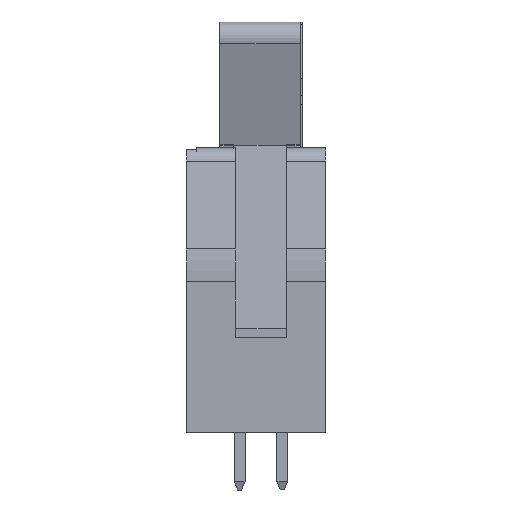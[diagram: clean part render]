
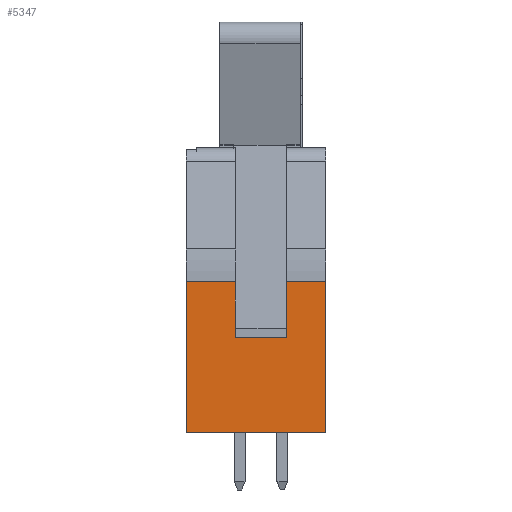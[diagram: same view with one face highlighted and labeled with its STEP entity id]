
A CAD part, left-side view. The second image highlights one B-rep face of the part: STEP entity #5347.
In plain terms, the highlighted planar face has unit normal (-1, 0, 0).
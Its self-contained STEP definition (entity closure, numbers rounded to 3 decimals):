
#714=ORIENTED_EDGE('',*,*,#2142,.T.);
#715=ORIENTED_EDGE('',*,*,#2065,.T.);
#716=ORIENTED_EDGE('',*,*,#2099,.F.);
#717=ORIENTED_EDGE('',*,*,#2006,.F.);
#718=ORIENTED_EDGE('',*,*,#1753,.T.);
#719=ORIENTED_EDGE('',*,*,#2143,.T.);
#720=ORIENTED_EDGE('',*,*,#2144,.F.);
#721=ORIENTED_EDGE('',*,*,#2145,.F.);
#1753=EDGE_CURVE('',#2525,#2524,#3033,.T.);
#2006=EDGE_CURVE('',#2525,#2746,#3267,.T.);
#2065=EDGE_CURVE('',#2789,#2790,#3315,.T.);
#2099=EDGE_CURVE('',#2746,#2790,#3342,.T.);
#2142=EDGE_CURVE('',#2835,#2789,#3382,.T.);
#2143=EDGE_CURVE('',#2524,#2836,#3383,.T.);
#2144=EDGE_CURVE('',#2837,#2836,#3384,.T.);
#2145=EDGE_CURVE('',#2835,#2837,#3385,.T.);
#2524=VERTEX_POINT('',#7340);
#2525=VERTEX_POINT('',#7342);
#2746=VERTEX_POINT('',#7858);
#2789=VERTEX_POINT('',#7970);
#2790=VERTEX_POINT('',#7972);
#2835=VERTEX_POINT('',#8120);
#2836=VERTEX_POINT('',#8122);
#2837=VERTEX_POINT('',#8124);
#3033=LINE('',#7341,#3740);
#3267=LINE('',#7857,#3974);
#3315=LINE('',#7973,#4022);
#3342=LINE('',#8035,#4049);
#3382=LINE('',#8119,#4089);
#3383=LINE('',#8121,#4090);
#3384=LINE('',#8123,#4091);
#3385=LINE('',#8125,#4092);
#3740=VECTOR('',#5935,1000.);
#3974=VECTOR('',#6291,1000.);
#4022=VECTOR('',#6385,1000.);
#4049=VECTOR('',#6444,1000.);
#4089=VECTOR('',#6522,1000.);
#4090=VECTOR('',#6523,1000.);
#4091=VECTOR('',#6524,1000.);
#4092=VECTOR('',#6525,1000.);
#4521=EDGE_LOOP('',(#714,#715,#716,#717,#718,#719,#720,#721));
#4824=FACE_BOUND('',#4521,.T.);
#5103=PLANE('',#5687);
#5347=ADVANCED_FACE('',(#4824),#5103,.T.);
#5687=AXIS2_PLACEMENT_3D('',#8118,#6520,#6521);
#5935=DIRECTION('',(0.,0.,1.));
#6291=DIRECTION('',(0.,1.,0.));
#6385=DIRECTION('',(0.,1.,0.));
#6444=DIRECTION('',(0.,0.,1.));
#6520=DIRECTION('',(-1.,0.,0.));
#6521=DIRECTION('',(0.,0.,1.));
#6522=DIRECTION('',(0.,0.,1.));
#6523=DIRECTION('',(0.,1.,0.));
#6524=DIRECTION('',(0.,0.,1.));
#6525=DIRECTION('',(0.,-1.,0.));
#7340=CARTESIAN_POINT('',(-19.91,-4.15,4.01));
#7341=CARTESIAN_POINT('',(-19.91,-4.15,-5.));
#7342=CARTESIAN_POINT('',(-19.91,-4.15,-5.));
#7857=CARTESIAN_POINT('',(-19.91,-4.15,-5.));
#7858=CARTESIAN_POINT('',(-19.91,4.15,-5.));
#7970=CARTESIAN_POINT('',(-19.91,1.225,4.01));
#7972=CARTESIAN_POINT('',(-19.91,4.15,4.01));
#7973=CARTESIAN_POINT('',(-19.91,-4.15,4.01));
#8035=CARTESIAN_POINT('',(-19.91,4.15,-5.));
#8118=CARTESIAN_POINT('',(-19.91,-4.15,-5.));
#8119=CARTESIAN_POINT('',(-19.91,1.225,0.7));
#8120=CARTESIAN_POINT('',(-19.91,1.225,0.7));
#8121=CARTESIAN_POINT('',(-19.91,-4.15,4.01));
#8122=CARTESIAN_POINT('',(-19.91,-1.825,4.01));
#8123=CARTESIAN_POINT('',(-19.91,-1.825,0.7));
#8124=CARTESIAN_POINT('',(-19.91,-1.825,0.7));
#8125=CARTESIAN_POINT('',(-19.91,1.225,0.7));
